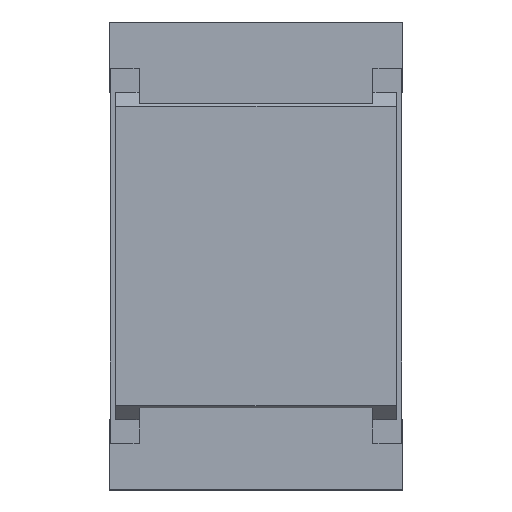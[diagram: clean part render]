
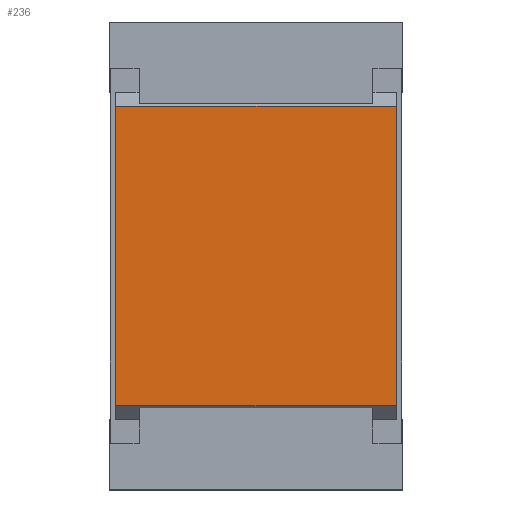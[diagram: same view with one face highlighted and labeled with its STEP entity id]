
A CAD part, top view. The second image highlights one B-rep face of the part: STEP entity #236.
In plain terms, the highlighted planar face has unit normal (0, 0, 1).
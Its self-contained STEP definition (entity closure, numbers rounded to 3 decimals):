
#32 = LINE ( 'NONE', #833, #130 ) ;
#85 = VECTOR ( 'NONE', #477, 1000. ) ;
#130 = VECTOR ( 'NONE', #1276, 1000. ) ;
#169 = EDGE_LOOP ( 'NONE', ( #664, #1355, #1059, #356 ) ) ;
#170 = CARTESIAN_POINT ( 'NONE',  ( 0.3, 0.64, 0.46 ) ) ;
#236 = ADVANCED_FACE ( 'NONE', ( #1256 ), #802, .T. ) ;
#356 = ORIENTED_EDGE ( 'NONE', *, *, #1082, .F. ) ;
#370 = VERTEX_POINT ( 'NONE', #861 ) ;
#477 = DIRECTION ( 'NONE',  ( 0., -1., 0. ) ) ;
#616 = LINE ( 'NONE', #170, #750 ) ;
#630 = CARTESIAN_POINT ( 'NONE',  ( 0.6, -0.64, 0.46 ) ) ;
#664 = ORIENTED_EDGE ( 'NONE', *, *, #747, .F. ) ;
#671 = LINE ( 'NONE', #1120, #85 ) ;
#726 = CARTESIAN_POINT ( 'NONE',  ( -0.3, -0.64, 0.46 ) ) ;
#747 = EDGE_CURVE ( 'NONE', #1014, #979, #616, .T. ) ;
#750 = VECTOR ( 'NONE', #827, 1000. ) ;
#774 = VERTEX_POINT ( 'NONE', #630 ) ;
#802 = PLANE ( 'NONE',  #1077 ) ;
#820 = CARTESIAN_POINT ( 'NONE',  ( 0., 0., 0.46 ) ) ;
#827 = DIRECTION ( 'NONE',  ( 1., 0., 0. ) ) ;
#833 = CARTESIAN_POINT ( 'NONE',  ( -0.6, 0.7, 0.46 ) ) ;
#861 = CARTESIAN_POINT ( 'NONE',  ( -0.6, -0.64, 0.46 ) ) ;
#929 = DIRECTION ( 'NONE',  ( -1., 0., 0. ) ) ;
#979 = VERTEX_POINT ( 'NONE', #1354 ) ;
#1014 = VERTEX_POINT ( 'NONE', #1465 ) ;
#1016 = DIRECTION ( 'NONE',  ( 0., 0., 1. ) ) ;
#1023 = DIRECTION ( 'NONE',  ( 1., 0., 0. ) ) ;
#1058 = VECTOR ( 'NONE', #929, 1000. ) ;
#1059 = ORIENTED_EDGE ( 'NONE', *, *, #1098, .F. ) ;
#1077 = AXIS2_PLACEMENT_3D ( 'NONE', #820, #1016, #1023 ) ;
#1082 = EDGE_CURVE ( 'NONE', #979, #774, #671, .T. ) ;
#1098 = EDGE_CURVE ( 'NONE', #774, #370, #1383, .T. ) ;
#1120 = CARTESIAN_POINT ( 'NONE',  ( 0.6, -0.7, 0.46 ) ) ;
#1155 = EDGE_CURVE ( 'NONE', #370, #1014, #32, .T. ) ;
#1256 = FACE_OUTER_BOUND ( 'NONE', #169, .T. ) ;
#1276 = DIRECTION ( 'NONE',  ( 0., 1., 0. ) ) ;
#1354 = CARTESIAN_POINT ( 'NONE',  ( 0.6, 0.64, 0.46 ) ) ;
#1355 = ORIENTED_EDGE ( 'NONE', *, *, #1155, .F. ) ;
#1383 = LINE ( 'NONE', #726, #1058 ) ;
#1465 = CARTESIAN_POINT ( 'NONE',  ( -0.6, 0.64, 0.46 ) ) ;
